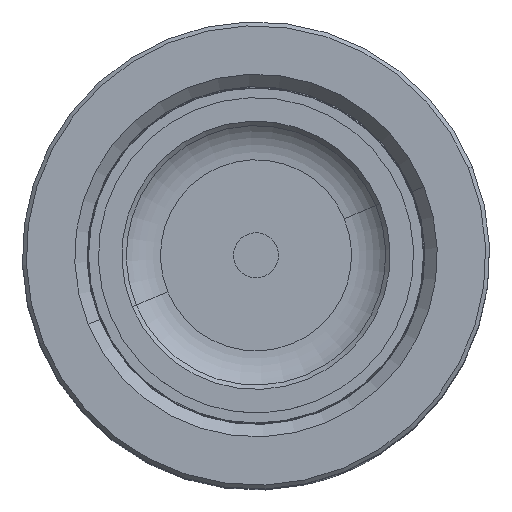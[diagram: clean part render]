
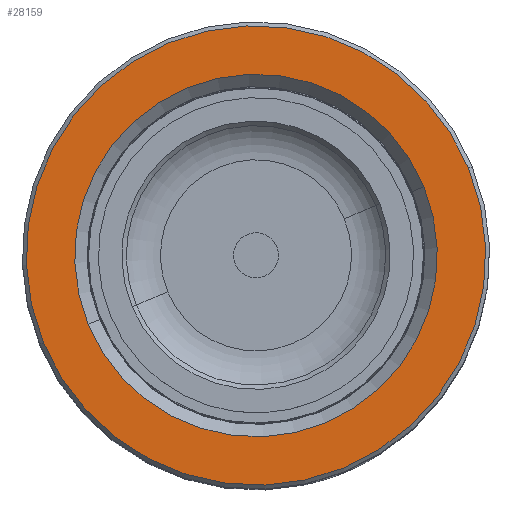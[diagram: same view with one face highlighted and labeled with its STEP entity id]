
A CAD part, top view. The second image highlights one B-rep face of the part: STEP entity #28159.
In plain terms, the highlighted planar face has unit normal (0, 0, 1).
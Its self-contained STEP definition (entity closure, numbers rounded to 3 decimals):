
#2998 = DIRECTION ( 'NONE',  ( 1., 0., 0. ) ) ;
#3498 = CIRCLE ( 'NONE', #6697, 32.2 ) ;
#4908 = DIRECTION ( 'NONE',  ( 1., 0., 0. ) ) ;
#6697 = AXIS2_PLACEMENT_3D ( 'NONE', #14596, #9977, #30236 ) ;
#8626 = CIRCLE ( 'NONE', #30696, 40.8 ) ;
#9977 = DIRECTION ( 'NONE',  ( 0., 0., -1. ) ) ;
#10806 = EDGE_CURVE ( 'NONE', #31814, #24695, #3498, .T. ) ;
#10860 = EDGE_LOOP ( 'NONE', ( #43154, #25797 ) ) ;
#11177 = AXIS2_PLACEMENT_3D ( 'NONE', #18192, #38622, #42315 ) ;
#13557 = VERTEX_POINT ( 'NONE', #30619 ) ;
#14259 = CIRCLE ( 'NONE', #17063, 32.2 ) ;
#14430 = CARTESIAN_POINT ( 'NONE',  ( 40.8, 0., 100. ) ) ;
#14596 = CARTESIAN_POINT ( 'NONE',  ( 0., 0., 100. ) ) ;
#15802 = EDGE_CURVE ( 'NONE', #26665, #13557, #35132, .T. ) ;
#16119 = EDGE_CURVE ( 'NONE', #13557, #26665, #8626, .T. ) ;
#17063 = AXIS2_PLACEMENT_3D ( 'NONE', #27272, #18558, #2998 ) ;
#18071 = AXIS2_PLACEMENT_3D ( 'NONE', #25815, #41755, #4908 ) ;
#18192 = CARTESIAN_POINT ( 'NONE',  ( 0., 0., 100. ) ) ;
#18558 = DIRECTION ( 'NONE',  ( 0., 0., -1. ) ) ;
#24124 = FACE_OUTER_BOUND ( 'NONE', #46435, .T. ) ;
#24377 = DIRECTION ( 'NONE',  ( 0., 0., 1. ) ) ;
#24695 = VERTEX_POINT ( 'NONE', #37768 ) ;
#25797 = ORIENTED_EDGE ( 'NONE', *, *, #37252, .T. ) ;
#25815 = CARTESIAN_POINT ( 'NONE',  ( 0., 0., 100. ) ) ;
#26665 = VERTEX_POINT ( 'NONE', #14430 ) ;
#27007 = CARTESIAN_POINT ( 'NONE',  ( 32.2, 0., 100. ) ) ;
#27272 = CARTESIAN_POINT ( 'NONE',  ( 0., 0., 100. ) ) ;
#28159 = ADVANCED_FACE ( 'NONE', ( #24124, #44419 ), #30130, .T. ) ;
#30130 = PLANE ( 'NONE',  #11177 ) ;
#30236 = DIRECTION ( 'NONE',  ( 1., 0., 0. ) ) ;
#30619 = CARTESIAN_POINT ( 'NONE',  ( -40.8, 0., 100. ) ) ;
#30696 = AXIS2_PLACEMENT_3D ( 'NONE', #39657, #24377, #48297 ) ;
#31814 = VERTEX_POINT ( 'NONE', #27007 ) ;
#35132 = CIRCLE ( 'NONE', #18071, 40.8 ) ;
#37252 = EDGE_CURVE ( 'NONE', #24695, #31814, #14259, .T. ) ;
#37768 = CARTESIAN_POINT ( 'NONE',  ( -32.2, 0., 100. ) ) ;
#38622 = DIRECTION ( 'NONE',  ( 0., 0., 1. ) ) ;
#39657 = CARTESIAN_POINT ( 'NONE',  ( 0., 0., 100. ) ) ;
#41755 = DIRECTION ( 'NONE',  ( 0., 0., 1. ) ) ;
#42315 = DIRECTION ( 'NONE',  ( 1., 0., 0. ) ) ;
#43154 = ORIENTED_EDGE ( 'NONE', *, *, #10806, .T. ) ;
#44314 = ORIENTED_EDGE ( 'NONE', *, *, #15802, .T. ) ;
#44419 = FACE_BOUND ( 'NONE', #10860, .T. ) ;
#46435 = EDGE_LOOP ( 'NONE', ( #49964, #44314 ) ) ;
#48297 = DIRECTION ( 'NONE',  ( 1., 0., 0. ) ) ;
#49964 = ORIENTED_EDGE ( 'NONE', *, *, #16119, .T. ) ;
